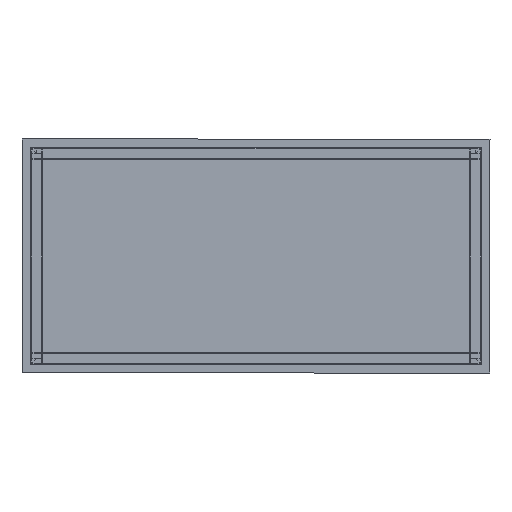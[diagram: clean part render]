
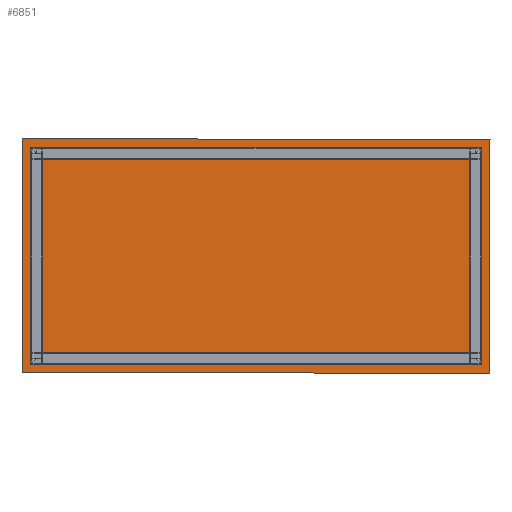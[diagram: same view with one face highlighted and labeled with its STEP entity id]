
A CAD part, front view. The second image highlights one B-rep face of the part: STEP entity #6851.
In plain terms, the highlighted face is planar.
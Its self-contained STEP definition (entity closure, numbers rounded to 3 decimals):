
#396=PLANE('',#7874);
#755=FACE_OUTER_BOUND('',#1126,.T.);
#1126=EDGE_LOOP('',(#6308,#6309,#6310,#6311));
#1947=LINE('',#12598,#2610);
#1957=LINE('',#12619,#2620);
#1961=LINE('',#12626,#2624);
#1963=LINE('',#12629,#2626);
#2610=VECTOR('',#9806,10.);
#2620=VECTOR('',#9822,10.);
#2624=VECTOR('',#9828,10.);
#2626=VECTOR('',#9832,10.);
#3324=VERTEX_POINT('',#12596);
#3325=VERTEX_POINT('',#12597);
#3332=VERTEX_POINT('',#12617);
#3333=VERTEX_POINT('',#12618);
#4311=EDGE_CURVE('',#3324,#3325,#1947,.T.);
#4321=EDGE_CURVE('',#3332,#3333,#1957,.T.);
#4325=EDGE_CURVE('',#3325,#3332,#1961,.T.);
#4327=EDGE_CURVE('',#3333,#3324,#1963,.T.);
#6308=ORIENTED_EDGE('',*,*,#4327,.F.);
#6309=ORIENTED_EDGE('',*,*,#4321,.F.);
#6310=ORIENTED_EDGE('',*,*,#4325,.F.);
#6311=ORIENTED_EDGE('',*,*,#4311,.F.);
#6851=ADVANCED_FACE('',(#755),#396,.F.);
#7874=AXIS2_PLACEMENT_3D('',#12632,#9836,#9837);
#9806=DIRECTION('',(1.,0.,0.));
#9822=DIRECTION('',(-1.,0.,0.));
#9828=DIRECTION('',(0.,1.,0.));
#9832=DIRECTION('',(0.,-1.,0.));
#9836=DIRECTION('center_axis',(0.,0.,1.));
#9837=DIRECTION('ref_axis',(1.,0.,0.));
#12596=CARTESIAN_POINT('',(0.,0.,0.));
#12597=CARTESIAN_POINT('',(1600.,0.,0.));
#12598=CARTESIAN_POINT('',(0.,0.,0.));
#12617=CARTESIAN_POINT('',(1600.,800.,0.));
#12618=CARTESIAN_POINT('',(0.,800.,0.));
#12619=CARTESIAN_POINT('',(1600.,800.,0.));
#12626=CARTESIAN_POINT('',(1600.,0.,0.));
#12629=CARTESIAN_POINT('',(0.,800.,0.));
#12632=CARTESIAN_POINT('Origin',(800.,790.5,0.));
